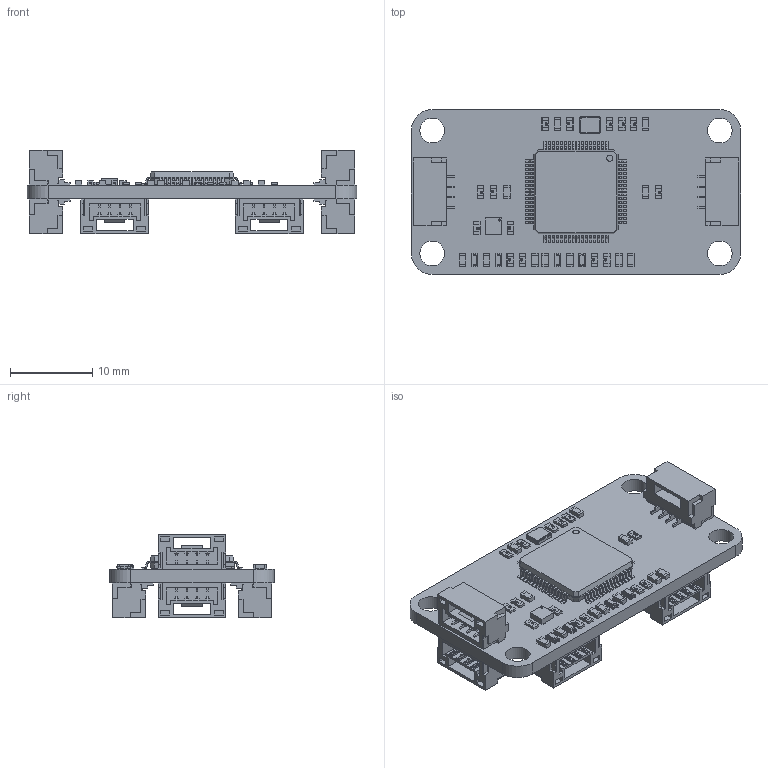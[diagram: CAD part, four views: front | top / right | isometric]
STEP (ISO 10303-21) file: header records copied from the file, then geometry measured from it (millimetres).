
FILE_DESCRIPTION(('Open CASCADE Model'),'2;1');
FILE_NAME('Open CASCADE Shape Model','2021-08-18T22:03:40',('Author'),( 'Open CASCADE'),'Open CASCADE STEP processor 6.8','Open CASCADE 6.8' ,'Unknown');
FILE_SCHEMA(('AUTOMOTIVE_DESIGN { 1 0 10303 214 1 1 1 1 }'));
Length unit declared in the file: millimetre
Products named in the file (66): PCB; Board; Open CASCADE STEP translator 6.8 1.1.1; R9; 5876502880; term1; term2; body; R6; R4; R2; D4; LED_0603_WHITE; D3; LED_0603_BLUE; D2; LED_0603_RED; D1; LED_0603_GREEN; U1; 5876503120; Body; ThermalPin; PinsArrayLR; C11; User_Library-0603_SMD_Capacitor; C10; P4; JST_GH_SM04B-GHS-TB_1x04-1MP_P1.25mm_Horizontal; XT1; Crystal_NDK_NX2520SA_series; U3; User_Library-sop-8; U2; STM1; LQFP50P1200X1200X160-64; R11; R10; 5876501520; R8 ...
Assembly tree (95 placements, depth 4):
  PCB
    Board
      Open CASCADE STEP translator 6.8 1.1.1
    R9
      5876502880
        term1
        term2
        body
    R6
      5876502880
        term1
        term2
        body
    R4
      5876502880
        term1
        term2
        body
    R2
      5876502880
        term1
        term2
        body
    D4
      LED_0603_WHITE
    D3
      LED_0603_BLUE
    D2
      LED_0603_RED
    D1
      LED_0603_GREEN
    U1
      5876503120
        Body
        ThermalPin
        PinsArrayLR
    C11
      User_Library-0603_SMD_Capacitor
    C10
      User_Library-0603_SMD_Capacitor
    P4
      JST_GH_SM04B-GHS-TB_1x04-1MP_P1.25mm_Horizontal
    XT1
      Crystal_NDK_NX2520SA_series
    U3
      User_Library-sop-8
    U2
      User_Library-sop-8
    STM1
      LQFP50P1200X1200X160-64
    R11
      5876502880
        term1
        term2
        body
    R10
      5876501520
        term1
        term2
        body
Bounding box: 40 x 20 x 10.18 mm (x, y, z)
Volume: 2202 mm3; surface area: 4784.7 mm2
Topology: 72 solids, 72 shells, 4454 faces, 11654 edges, 7348 vertices
Faces by surface type: plane 3138, cylinder 606, bspline 582, sphere 128
Full cylindrical faces by diameter (mm): 0.25 x1, 0.75 x1, 3 x4
Entity records: 58383 total; most frequent: CARTESIAN_POINT 11808, ORIENTED_EDGE 8594, DIRECTION 8221, EDGE_CURVE 4297, LINE 3483, VECTOR 3483, VERTEX_POINT 2734, AXIS2_PLACEMENT_3D 2369
